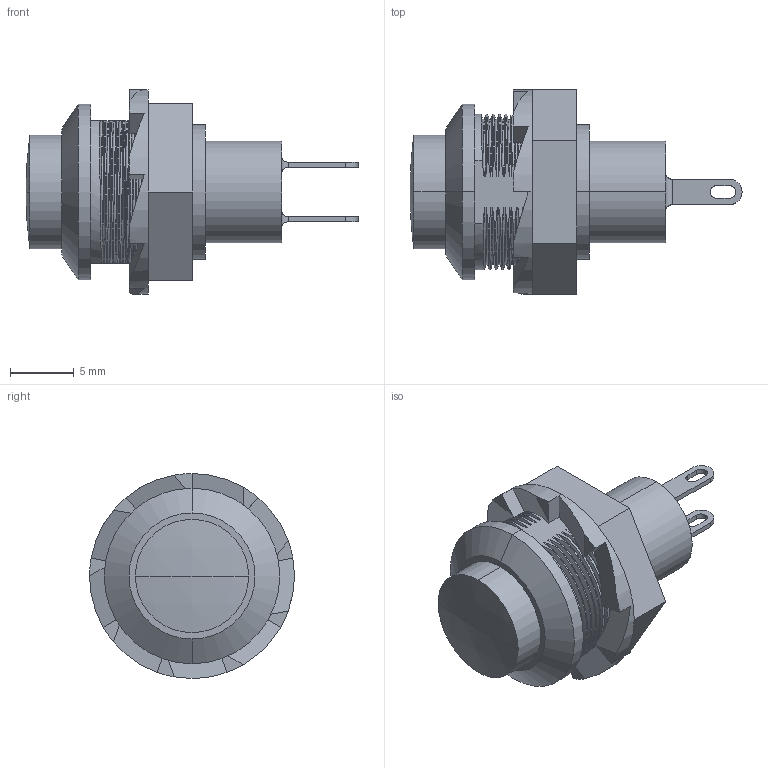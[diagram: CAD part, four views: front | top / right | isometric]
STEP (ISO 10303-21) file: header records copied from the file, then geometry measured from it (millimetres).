
FILE_DESCRIPTION (( 'STEP AP214' ), '1' );
FILE_NAME ('push_button_SGI_R13-502.STEP', '2021-04-24T11:43:02', ( 'Alexrolex' ), ( '' ), 'SwSTEP 2.0', 'SolidWorks 2020', '' );
FILE_SCHEMA (( 'AUTOMOTIVE_DESIGN' ));
Length unit declared in the file: millimetre
Products named in the file (1): push_button_SGI_R13-502
Bounding box: 26.1 x 16.11 x 16.11 mm (x, y, z)
Volume: 1979.7 mm3; surface area: 1632.6 mm2
Topology: 1 solids, 1 shells, 217 faces, 675 edges, 423 vertices
Faces by surface type: cylinder 98, plane 61, bspline 52, cone 4, sphere 2
Entity records: 26255 total; most frequent: CARTESIAN_POINT 21075, ORIENTED_EDGE 1348, DIRECTION 745, EDGE_CURVE 674, VERTEX_POINT 421, VECTOR 275, LINE 275, EDGE_LOOP 239
